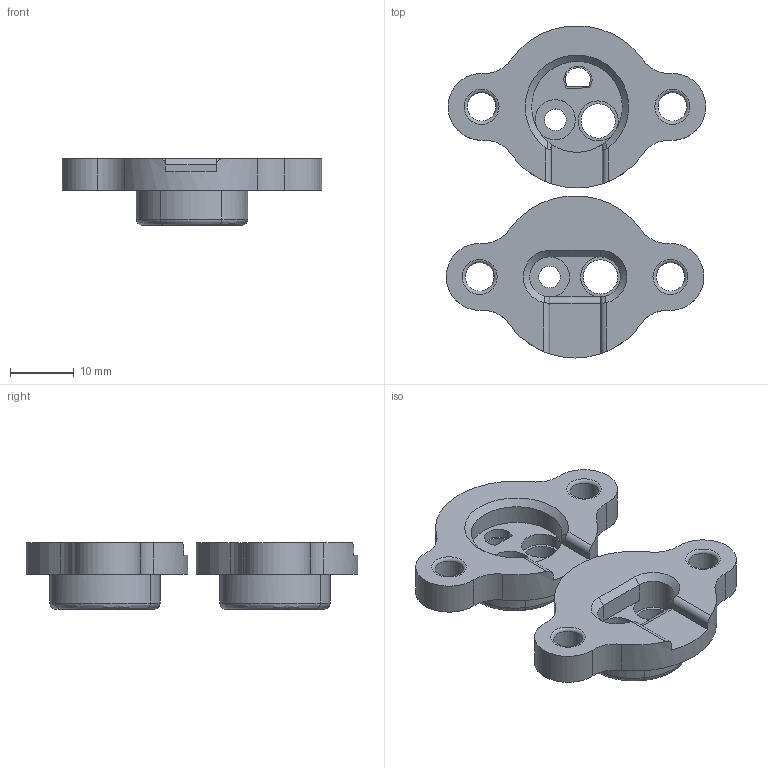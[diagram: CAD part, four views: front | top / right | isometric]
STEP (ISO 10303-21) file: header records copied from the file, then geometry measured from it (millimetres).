
FILE_DESCRIPTION(/* description */ (''),/* implementation_level */ '2;1');
FILE_NAME(/* name */ 'CVT Infrared Sensor Mounts.step',/* time_stamp */ '2024-01-24T18:59:10-05:00',/* author */ (''),/* organization */ (''),/* preprocessor_version */ 'ST-DEVELOPER v20',/* originating_system */ 'Autodesk Translation Framework v12.14.0.127',/* authorisation */ '');
FILE_SCHEMA (('AUTOMOTIVE_DESIGN { 1 0 10303 214 3 1 1 }'));
Length unit declared in the file: millimetre
Products named in the file (1): CVT Infrared Enclosure
Bounding box: 40.76 x 52.18 x 10.5 mm (x, y, z)
Volume: 6939.8 mm3; surface area: 5247.1 mm2
Topology: 2 solids, 2 shells, 98 faces, 254 edges, 164 vertices
Faces by surface type: cylinder 42, plane 33, bspline 12, torus 8, cone 3
Full cylindrical faces by diameter (mm): 3.4 x2, 4.5 x4, 5.4 x2, 6.3 x3, 14.284 x1
Entity records: 4496 total; most frequent: CARTESIAN_POINT 2024, ORIENTED_EDGE 508, DIRECTION 491, EDGE_CURVE 254, AXIS2_PLACEMENT_3D 194, VERTEX_POINT 164, EDGE_LOOP 122, CIRCLE 107
